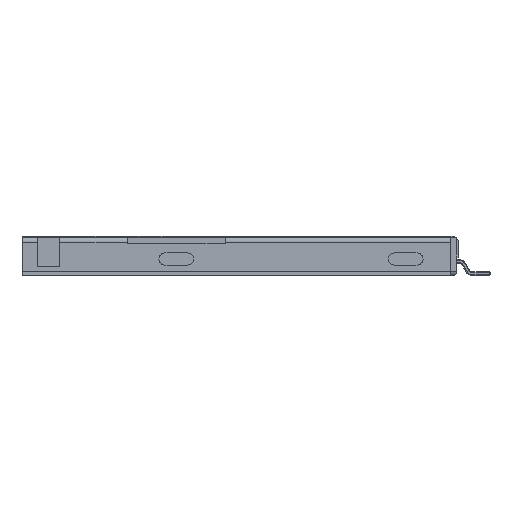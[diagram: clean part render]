
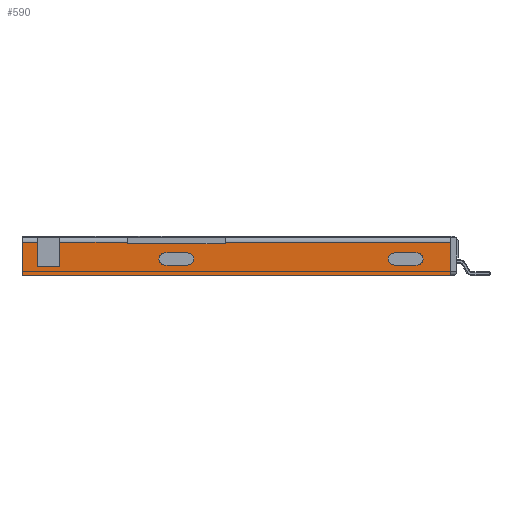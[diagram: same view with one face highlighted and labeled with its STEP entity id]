
A CAD part, left-side view. The second image highlights one B-rep face of the part: STEP entity #590.
In plain terms, the highlighted face is planar.
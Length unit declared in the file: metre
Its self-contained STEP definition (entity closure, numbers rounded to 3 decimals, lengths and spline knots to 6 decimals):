
#590=ADVANCED_FACE('0:685',(#1376,#1377,#1378),#1379,.F.);
#1376=FACE_BOUND('',#2235,.T.);
#1377=FACE_BOUND('',#2236,.T.);
#1378=FACE_OUTER_BOUND('',#2237,.T.);
#1379=PLANE('',#2238);
#2235=EDGE_LOOP('',(#5040,#5041,#5042,#5043));
#2236=EDGE_LOOP('',(#5044,#5045,#5046,#5047));
#2237=EDGE_LOOP('',(#5048,#5049,#5050,#5051,#5052,#5053,#5054,#5055,#5056,#5057,#5058,#5059));
#2238=AXIS2_PLACEMENT_3D('',#5060,#5061,#5062);
#5040=ORIENTED_EDGE('',*,*,#6506,.F.);
#5041=ORIENTED_EDGE('',*,*,#6507,.F.);
#5042=ORIENTED_EDGE('',*,*,#6508,.F.);
#5043=ORIENTED_EDGE('',*,*,#6509,.F.);
#5044=ORIENTED_EDGE('',*,*,#6510,.F.);
#5045=ORIENTED_EDGE('',*,*,#6511,.F.);
#5046=ORIENTED_EDGE('',*,*,#6512,.F.);
#5047=ORIENTED_EDGE('',*,*,#6513,.F.);
#5048=ORIENTED_EDGE('',*,*,#6514,.F.);
#5049=ORIENTED_EDGE('',*,*,#6515,.F.);
#5050=ORIENTED_EDGE('',*,*,#6516,.T.);
#5051=ORIENTED_EDGE('',*,*,#6517,.T.);
#5052=ORIENTED_EDGE('',*,*,#6464,.T.);
#5053=ORIENTED_EDGE('',*,*,#6467,.T.);
#5054=ORIENTED_EDGE('',*,*,#6518,.T.);
#5055=ORIENTED_EDGE('',*,*,#6519,.T.);
#5056=ORIENTED_EDGE('',*,*,#6398,.F.);
#5057=ORIENTED_EDGE('',*,*,#6389,.F.);
#5058=ORIENTED_EDGE('',*,*,#6382,.T.);
#5059=ORIENTED_EDGE('',*,*,#6520,.T.);
#5060=CARTESIAN_POINT('',(0.01425,-0.0145,0.0026));
#5061=DIRECTION('',(-1.0,0.0,0.0));
#5062=DIRECTION('',(0.0,0.0,1.0));
#6382=EDGE_CURVE('0:932',#7818,#7816,#7819,.T.);
#6389=EDGE_CURVE('0:953',#7818,#7831,#7832,.T.);
#6398=EDGE_CURVE('0:980',#7831,#7836,#7848,.T.);
#6464=EDGE_CURVE('0:1178',#7973,#7971,#7974,.T.);
#6467=EDGE_CURVE('0:1187',#7971,#7976,#7979,.T.);
#6506=EDGE_CURVE('0:1304',#8046,#8047,#8048,.T.);
#6507=EDGE_CURVE('0:1307',#8049,#8046,#8050,.T.);
#6508=EDGE_CURVE('0:1310',#8051,#8049,#8052,.T.);
#6509=EDGE_CURVE('0:1313',#8047,#8051,#8053,.T.);
#6510=EDGE_CURVE('0:1316',#8054,#8055,#8056,.T.);
#6511=EDGE_CURVE('0:1319',#8057,#8054,#8058,.T.);
#6512=EDGE_CURVE('0:1322',#8059,#8057,#8060,.T.);
#6513=EDGE_CURVE('0:1325',#8055,#8059,#8061,.T.);
#6514=EDGE_CURVE('0:1328',#8062,#8063,#8064,.T.);
#6515=EDGE_CURVE('0:1331',#8065,#8062,#8066,.T.);
#6516=EDGE_CURVE('0:1334',#8065,#8067,#8068,.T.);
#6517=EDGE_CURVE('0:1337',#8067,#7973,#8069,.F.);
#6518=EDGE_CURVE('0:1340',#7976,#8070,#8071,.T.);
#6519=EDGE_CURVE('0:1343',#8070,#7836,#8072,.F.);
#6520=EDGE_CURVE('0:1346',#7816,#8063,#8073,.F.);
#7816=VERTEX_POINT('',#9786);
#7818=VERTEX_POINT('',#9788);
#7819=LINE('',#9789,#9790);
#7831=VERTEX_POINT('',#9807);
#7832=LINE('',#9808,#9809);
#7836=VERTEX_POINT('',#9815);
#7848=LINE('',#9831,#9832);
#7971=VERTEX_POINT('',#9999);
#7973=VERTEX_POINT('',#10002);
#7974=LINE('',#10003,#10004);
#7976=VERTEX_POINT('',#10006);
#7979=LINE('',#10010,#10011);
#8046=VERTEX_POINT('',#10108);
#8047=VERTEX_POINT('',#10109);
#8048=LINE('',#10110,#10111);
#8049=VERTEX_POINT('',#10112);
#8050=CIRCLE('',#10113,0.0004);
#8051=VERTEX_POINT('',#10114);
#8052=LINE('',#10115,#10116);
#8053=CIRCLE('',#10117,0.0004);
#8054=VERTEX_POINT('',#10118);
#8055=VERTEX_POINT('',#10119);
#8056=LINE('',#10120,#10121);
#8057=VERTEX_POINT('',#10122);
#8058=CIRCLE('',#10123,0.0004);
#8059=VERTEX_POINT('',#10124);
#8060=LINE('',#10125,#10126);
#8061=CIRCLE('',#10127,0.0004);
#8062=VERTEX_POINT('',#10128);
#8063=VERTEX_POINT('',#10129);
#8064=LINE('',#10130,#10131);
#8065=VERTEX_POINT('',#10132);
#8066=LINE('',#10133,#10134);
#8067=VERTEX_POINT('',#10135);
#8068=LINE('',#10136,#10137);
#8069=LINE('',#10138,#10139);
#8070=VERTEX_POINT('',#10140);
#8071=LINE('',#10141,#10142);
#8072=LINE('',#10143,#10144);
#8073=LINE('',#10145,#10146);
#9786=CARTESIAN_POINT('',(0.01425,-0.0075,0.0022));
#9788=CARTESIAN_POINT('',(0.01425,-0.0075,0.0021));
#9789=CARTESIAN_POINT('',(0.01425,-0.0075,0.0021));
#9790=VECTOR('',#11931,1.0);
#9807=CARTESIAN_POINT('',(0.01425,-0.001,0.0021));
#9808=CARTESIAN_POINT('',(0.01425,-0.0075,0.0021));
#9809=VECTOR('',#11940,1.0);
#9815=CARTESIAN_POINT('',(0.01425,-0.001,0.0022));
#9831=CARTESIAN_POINT('',(0.01425,-0.001,0.0021));
#9832=VECTOR('',#11953,1.0);
#9999=CARTESIAN_POINT('',(0.01425,-0.0145,0.0));
#10002=CARTESIAN_POINT('',(0.01425,-0.0145,0.0022));
#10003=CARTESIAN_POINT('',(0.01425,-0.0145,0.0026));
#10004=VECTOR('',#12059,1.0);
#10006=CARTESIAN_POINT('',(0.01425,0.014,0.0));
#10010=CARTESIAN_POINT('',(0.01425,-0.0145,0.0));
#10011=VECTOR('',#12064,1.0);
#10108=CARTESIAN_POINT('',(0.01425,0.01025,0.0007));
#10109=CARTESIAN_POINT('',(0.01425,0.01175,0.0007));
#10110=CARTESIAN_POINT('',(0.01425,0.01025,0.0007));
#10111=VECTOR('',#12119,1.0);
#10112=CARTESIAN_POINT('',(0.01425,0.01025,0.0015));
#10113=AXIS2_PLACEMENT_3D('',#12120,#12121,#12122);
#10114=CARTESIAN_POINT('',(0.01425,0.01175,0.0015));
#10115=CARTESIAN_POINT('',(0.01425,0.01025,0.0015));
#10116=VECTOR('',#12123,1.0);
#10117=AXIS2_PLACEMENT_3D('',#12124,#12125,#12126);
#10118=CARTESIAN_POINT('',(0.01425,-0.005,0.0007));
#10119=CARTESIAN_POINT('',(0.01425,-0.0035,0.0007));
#10120=CARTESIAN_POINT('',(0.01425,-0.005,0.0007));
#10121=VECTOR('',#12127,1.0);
#10122=CARTESIAN_POINT('',(0.01425,-0.005,0.0015));
#10123=AXIS2_PLACEMENT_3D('',#12128,#12129,#12130);
#10124=CARTESIAN_POINT('',(0.01425,-0.0035,0.0015));
#10125=CARTESIAN_POINT('',(0.01425,-0.005,0.0015));
#10126=VECTOR('',#12131,1.0);
#10127=AXIS2_PLACEMENT_3D('',#12132,#12133,#12134);
#10128=CARTESIAN_POINT('',(0.01425,-0.012,0.0006));
#10129=CARTESIAN_POINT('',(0.01425,-0.012,0.0022));
#10130=CARTESIAN_POINT('',(0.01425,-0.012,0.0021));
#10131=VECTOR('',#12135,1.0);
#10132=CARTESIAN_POINT('',(0.01425,-0.0135,0.0006));
#10133=CARTESIAN_POINT('',(0.01425,-0.012,0.0006));
#10134=VECTOR('',#12136,1.0);
#10135=CARTESIAN_POINT('',(0.01425,-0.0135,0.0022));
#10136=CARTESIAN_POINT('',(0.01425,-0.0135,0.0021));
#10137=VECTOR('',#12137,1.0);
#10138=CARTESIAN_POINT('',(0.01425,-0.0145,0.0022));
#10139=VECTOR('',#12138,1.0);
#10140=CARTESIAN_POINT('',(0.01425,0.014,0.0022));
#10141=CARTESIAN_POINT('',(0.01425,0.014,0.0021));
#10142=VECTOR('',#12139,1.0);
#10143=CARTESIAN_POINT('',(0.01425,-0.0145,0.0022));
#10144=VECTOR('',#12140,1.0);
#10145=CARTESIAN_POINT('',(0.01425,-0.0145,0.0022));
#10146=VECTOR('',#12141,1.0);
#11931=DIRECTION('',(-0.0,-0.0,1.0));
#11940=DIRECTION('',(0.0,1.0,0.0));
#11953=DIRECTION('',(-0.0,-0.0,1.0));
#12059=DIRECTION('',(-0.0,-0.0,-1.0));
#12064=DIRECTION('',(0.0,1.0,0.0));
#12119=DIRECTION('',(0.0,1.0,0.));
#12120=CARTESIAN_POINT('',(0.01425,0.01025,0.0011));
#12121=DIRECTION('',(1.0,0.0,0.0));
#12122=DIRECTION('',(0.0,0.0,-1.0));
#12123=DIRECTION('',(-0.0,-1.0,0.));
#12124=CARTESIAN_POINT('',(0.01425,0.01175,0.0011));
#12125=DIRECTION('',(1.0,0.0,0.0));
#12126=DIRECTION('',(0.0,0.0,-1.0));
#12127=DIRECTION('',(0.0,1.0,0.));
#12128=CARTESIAN_POINT('',(0.01425,-0.005,0.0011));
#12129=DIRECTION('',(1.0,0.0,0.0));
#12130=DIRECTION('',(0.0,0.0,-1.0));
#12131=DIRECTION('',(-0.0,-1.0,0.));
#12132=CARTESIAN_POINT('',(0.01425,-0.0035,0.0011));
#12133=DIRECTION('',(1.0,0.0,0.0));
#12134=DIRECTION('',(0.0,0.0,-1.0));
#12135=DIRECTION('',(-0.0,-0.0,1.0));
#12136=DIRECTION('',(-0.0,1.0,0.));
#12137=DIRECTION('',(-0.0,-0.0,1.0));
#12138=DIRECTION('',(0.0,1.0,0.0));
#12139=DIRECTION('',(-0.0,-0.0,1.0));
#12140=DIRECTION('',(0.0,1.0,0.0));
#12141=DIRECTION('',(0.0,1.0,0.0));
